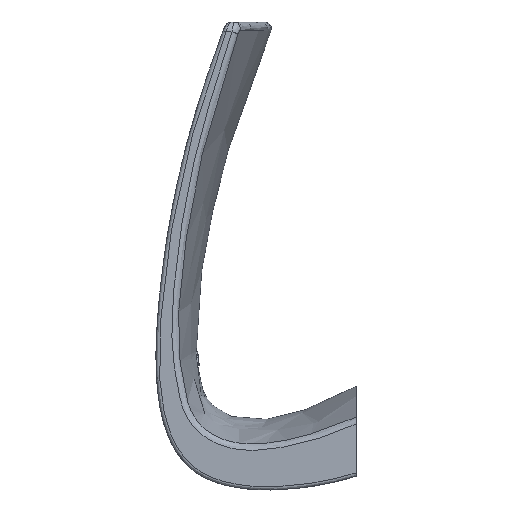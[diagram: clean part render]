
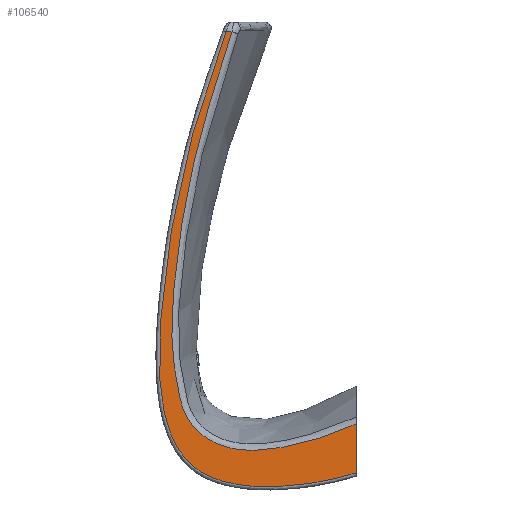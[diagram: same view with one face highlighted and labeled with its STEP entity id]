
A CAD part, front view. The second image highlights one B-rep face of the part: STEP entity #106540.
In plain terms, the highlighted planar face has unit normal (0, -1, 0).
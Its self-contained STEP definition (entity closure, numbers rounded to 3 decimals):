
#10470=CARTESIAN_POINT('',(0.,-36.,8.153));
#10480=CARTESIAN_POINT('',(-0.846,-36.,7.78));
#10490=CARTESIAN_POINT('',(-1.695,-36.,7.422));
#10500=CARTESIAN_POINT('',(-3.41,-36.,6.757));
#10510=CARTESIAN_POINT('',(-4.274,-36.,6.45));
#10520=CARTESIAN_POINT('',(-6.017,-36.,5.886));
#10530=CARTESIAN_POINT('',(-6.896,-36.,5.629));
#10540=CARTESIAN_POINT('',(-8.664,-36.,5.153));
#10550=CARTESIAN_POINT('',(-9.555,-36.,4.936));
#10560=CARTESIAN_POINT('',(-11.353,-36.,4.564));
#10570=CARTESIAN_POINT('',(-12.261,-36.,4.409));
#10580=CARTESIAN_POINT('',(-13.642,-36.,4.245));
#10590=CARTESIAN_POINT('',(-14.106,-36.,4.201));
#10600=CARTESIAN_POINT('',(-15.03,-36.,4.143));
#10610=CARTESIAN_POINT('',(-15.492,-36.,4.127));
#10620=CARTESIAN_POINT('',(-16.875,-36.,4.132));
#10630=CARTESIAN_POINT('',(-17.795,-36.,4.201));
#10640=CARTESIAN_POINT('',(-19.17,-36.,4.452));
#10650=CARTESIAN_POINT('',(-19.625,-36.,4.561));
#10660=CARTESIAN_POINT('',(-20.512,-36.,4.831));
#10670=CARTESIAN_POINT('',(-20.947,-36.,4.992));
#10680=CARTESIAN_POINT('',(-21.796,-36.,5.369));
#10690=CARTESIAN_POINT('',(-22.213,-36.,5.587));
#10700=CARTESIAN_POINT('',(-23.006,-36.,6.072));
#10710=CARTESIAN_POINT('',(-23.384,-36.,6.34));
#10720=CARTESIAN_POINT('',(-23.92,-36.,6.783));
#10730=CARTESIAN_POINT('',(-24.093,-36.,6.937));
#10740=CARTESIAN_POINT('',(-24.43,-36.,7.259));
#10750=CARTESIAN_POINT('',(-24.594,-36.,7.428));
#10760=CARTESIAN_POINT('',(-25.061,-36.,7.949));
#10770=CARTESIAN_POINT('',(-25.342,-36.,8.316));
#10780=CARTESIAN_POINT('',(-25.844,-36.,9.092));
#10790=CARTESIAN_POINT('',(-26.066,-36.,9.501));
#10800=CARTESIAN_POINT('',(-26.445,-36.,10.358));
#10810=CARTESIAN_POINT('',(-26.599,-36.,10.796));
#10820=CARTESIAN_POINT('',(-26.866,-36.,11.685));
#10830=CARTESIAN_POINT('',(-26.978,-36.,12.135));
#10840=CARTESIAN_POINT('',(-27.18,-36.,13.041));
#10850=CARTESIAN_POINT('',(-27.273,-36.,13.497));
#10860=CARTESIAN_POINT('',(-27.538,-36.,14.866));
#10870=CARTESIAN_POINT('',(-27.692,-36.,15.78));
#10880=CARTESIAN_POINT('',(-27.943,-36.,17.61));
#10890=CARTESIAN_POINT('',(-28.041,-36.,18.527));
#10900=CARTESIAN_POINT('',(-28.243,-36.,21.279));
#10910=CARTESIAN_POINT('',(-28.257,-36.,23.119));
#10920=CARTESIAN_POINT('',(-28.114,-36.,26.806));
#10930=CARTESIAN_POINT('',(-27.961,-36.,28.657));
#10940=CARTESIAN_POINT('',(-27.576,-36.,32.339));
#10950=CARTESIAN_POINT('',(-27.346,-36.,34.173));
#10960=CARTESIAN_POINT('',(-26.842,-36.,37.833));
#10970=CARTESIAN_POINT('',(-26.564,-36.,39.657));
#10980=CARTESIAN_POINT('',(-25.923,-36.,43.29));
#10990=CARTESIAN_POINT('',(-25.559,-36.,45.098));
#11000=CARTESIAN_POINT('',(-24.354,-36.,50.501));
#11010=CARTESIAN_POINT('',(-23.395,-36.,54.073));
#11020=CARTESIAN_POINT('',(-21.289,-36.,61.179));
#11030=CARTESIAN_POINT('',(-20.147,-36.,64.704));
#11040=CARTESIAN_POINT('',(-18.985,-36.,68.223));
#11050=B_SPLINE_CURVE_WITH_KNOTS('',3,(#10470,#10480,#10490,#10500,
#10510,#10520,#10530,#10540,#10550,#10560,#10570,#10580,#10590,#10600,
#10610,#10620,#10630,#10640,#10650,#10660,#10670,#10680,#10690,#10700,
#10710,#10720,#10730,#10740,#10750,#10760,#10770,#10780,#10790,#10800,
#10810,#10820,#10830,#10840,#10850,#10860,#10870,#10880,#10890,#10900,
#10910,#10920,#10930,#10940,#10950,#10960,#10970,#10980,#10990,#11000,
#11010,#11020,#11030,#11040),.UNSPECIFIED.,.F.,.F.,(4,2,2,2,2,2,2,2,2,2,
2,2,2,2,2,2,2,2,2,2,2,2,2,2,2,2,2,2,4),(0.,
0.003,0.005,0.008,
0.011,0.014,0.015,
0.016,0.019,0.021,
0.022,0.023,0.025,
0.025,0.026,0.027,
0.029,0.03,0.032,
0.033,0.036,0.038,
0.044,0.049,0.055,
0.06,0.066,0.077,
0.088),.UNSPECIFIED.);
#11060=CARTESIAN_POINT('',(0.,-36.,8.153));
#11070=VERTEX_POINT('',#11060);
#11080=CARTESIAN_POINT('',(-18.985,-36.,68.223));
#11090=VERTEX_POINT('',#11080);
#11100=EDGE_CURVE('',#11070,#11090,#11050,.T.);
#49810=CARTESIAN_POINT('',(-19.888,-36.,68.223));
#49820=VERTEX_POINT('',#49810);
#49850=CARTESIAN_POINT('',(-19.888,-36.,68.223));
#49860=CARTESIAN_POINT('',(-21.28,-36.,64.514));
#49870=CARTESIAN_POINT('',(-22.581,-36.,60.774));
#49880=CARTESIAN_POINT('',(-24.325,-36.,55.098));
#49890=CARTESIAN_POINT('',(-24.873,-36.,53.193));
#49900=CARTESIAN_POINT('',(-25.891,-36.,49.365));
#49910=CARTESIAN_POINT('',(-26.36,-36.,47.445));
#49920=CARTESIAN_POINT('',(-27.648,-36.,41.661));
#49930=CARTESIAN_POINT('',(-28.344,-36.,37.776));
#49940=CARTESIAN_POINT('',(-29.162,-36.,31.909));
#49950=CARTESIAN_POINT('',(-29.398,-36.,29.947));
#49960=CARTESIAN_POINT('',(-29.8,-36.,26.01));
#49970=CARTESIAN_POINT('',(-29.966,-36.,24.034));
#49980=CARTESIAN_POINT('',(-30.164,-36.,20.087));
#49990=CARTESIAN_POINT('',(-30.198,-36.,18.113));
#50000=CARTESIAN_POINT('',(-30.078,-36.,15.154));
#50010=CARTESIAN_POINT('',(-30.009,-36.,14.167));
#50020=CARTESIAN_POINT('',(-29.791,-36.,12.194));
#50030=CARTESIAN_POINT('',(-29.643,-36.,11.207));
#50040=CARTESIAN_POINT('',(-29.24,-36.,9.265));
#50050=CARTESIAN_POINT('',(-28.986,-36.,8.306));
#50060=CARTESIAN_POINT('',(-28.326,-36.,6.424));
#50070=CARTESIAN_POINT('',(-27.925,-36.,5.519));
#50080=CARTESIAN_POINT('',(-27.184,-36.,4.244));
#50090=CARTESIAN_POINT('',(-26.913,-36.,3.832));
#50100=CARTESIAN_POINT('',(-26.315,-36.,3.04));
#50110=CARTESIAN_POINT('',(-25.985,-36.,2.658));
#50120=CARTESIAN_POINT('',(-25.281,-36.,1.954));
#50130=CARTESIAN_POINT('',(-24.907,-36.,1.631));
#50140=CARTESIAN_POINT('',(-24.112,-36.,1.042));
#50150=CARTESIAN_POINT('',(-23.69,-36.,0.776));
#50160=CARTESIAN_POINT('',(-22.367,-36.,0.06));
#50170=CARTESIAN_POINT('',(-21.443,-36.,-0.297));
#50180=CARTESIAN_POINT('',(-20.017,-36.,-0.713));
#50190=CARTESIAN_POINT('',(-19.535,-36.,-0.832));
#50200=CARTESIAN_POINT('',(-18.56,-36.,-1.035));
#50210=CARTESIAN_POINT('',(-18.067,-36.,-1.119));
#50220=CARTESIAN_POINT('',(-16.593,-36.,-1.324));
#50230=CARTESIAN_POINT('',(-15.609,-36.,-1.401));
#50240=CARTESIAN_POINT('',(-13.639,-36.,-1.468));
#50250=CARTESIAN_POINT('',(-12.653,-36.,-1.456));
#50260=CARTESIAN_POINT('',(-10.679,-36.,-1.362));
#50270=CARTESIAN_POINT('',(-9.689,-36.,-1.278));
#50280=CARTESIAN_POINT('',(-7.717,-36.,-1.048));
#50290=CARTESIAN_POINT('',(-6.738,-36.,-0.902));
#50300=CARTESIAN_POINT('',(-4.792,-36.,-0.553));
#50310=CARTESIAN_POINT('',(-3.824,-36.,-0.35));
#50320=CARTESIAN_POINT('',(-2.383,-36.,0.001))
;
#50330=CARTESIAN_POINT('',(-1.904,-36.,0.125));
#50340=CARTESIAN_POINT('',(-0.949,-36.,0.392));
#50350=CARTESIAN_POINT('',(-0.474,-36.,0.535));
#50360=CARTESIAN_POINT('',(0.,-36.,0.685))
;
#50370=B_SPLINE_CURVE_WITH_KNOTS('',3,(#49850,#49860,#49870,#49880,
#49890,#49900,#49910,#49920,#49930,#49940,#49950,#49960,#49970,#49980,
#49990,#50000,#50010,#50020,#50030,#50040,#50050,#50060,#50070,#50080,
#50090,#50100,#50110,#50120,#50130,#50140,#50150,#50160,#50170,#50180,
#50190,#50200,#50210,#50220,#50230,#50240,#50250,#50260,#50270,#50280,
#50290,#50300,#50310,#50320,#50330,#50340,#50350,#50360),.UNSPECIFIED.,
.F.,.F.,(4,2,2,2,2,2,2,2,2,2,2,2,2,2,2,2,2,2,2,2,2,2,2,2,2,4),(0.,
0.012,0.018,0.024,
0.036,0.042,0.048,
0.053,0.056,0.059,
0.062,0.065,0.067,
0.068,0.07,0.071,
0.074,0.076,0.077,
0.08,0.083,0.086,
0.089,0.092,0.094,
0.095),.UNSPECIFIED.);
#50380=CARTESIAN_POINT('',(0.,-36.,0.685))
;
#50390=VERTEX_POINT('',#50380);
#50400=EDGE_CURVE('',#49820,#50390,#50370,.T.);
#51560=CARTESIAN_POINT('',(0.,-36.,4.5));
#51570=DIRECTION('',(0.,0.,1.));
#51580=VECTOR('',#51570,1000.);
#51590=LINE('',#51560,#51580);
#51600=EDGE_CURVE('',#50390,#11070,#51590,.T.);
#106380=CARTESIAN_POINT('',(0.,-36.,0.));
#106390=DIRECTION('',(0.,-1.,0.));
#106400=DIRECTION('',(0.,0.,1.));
#106410=AXIS2_PLACEMENT_3D('',#106380,#106390,#106400);
#106420=PLANE('',#106410);
#106430=ORIENTED_EDGE('',*,*,#11100,.T.);
#106440=ORIENTED_EDGE('',*,*,#51600,.T.);
#106450=ORIENTED_EDGE('',*,*,#50400,.T.);
#106460=CARTESIAN_POINT('',(0.,-36.,68.223));
#106470=DIRECTION('',(-1.,0.,0.));
#106480=VECTOR('',#106470,1000.);
#106490=LINE('',#106460,#106480);
#106500=EDGE_CURVE('',#11090,#49820,#106490,.T.);
#106510=ORIENTED_EDGE('',*,*,#106500,.T.);
#106520=EDGE_LOOP('',(#106510,#106450,#106440,#106430));
#106530=FACE_OUTER_BOUND('',#106520,.T.);
#106540=ADVANCED_FACE('',(#106530),#106420,.T.);
